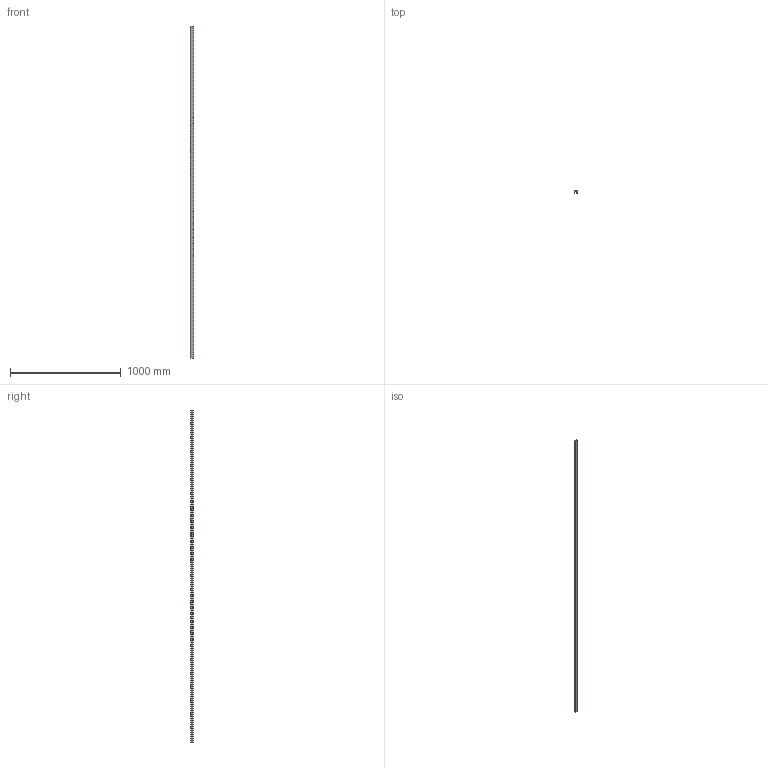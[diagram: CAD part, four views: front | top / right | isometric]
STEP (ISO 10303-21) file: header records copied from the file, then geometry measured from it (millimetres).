
FILE_DESCRIPTION (( 'STEP AP203' ), '1' );
FILE_NAME ('69902.step', '2022-06-23T11:39:57', ( '' ), ( '' ), 'SwSTEP 2.0', 'SolidWorks 2018', '' );
FILE_SCHEMA (( 'CONFIG_CONTROL_DESIGN' ));
Length unit declared in the file: millimetre
Products named in the file (1): 69902
Bounding box: 30 x 20 x 3000 mm (x, y, z)
Volume: 525291.7 mm3; surface area: 527535.8 mm2
Topology: 1 solids, 1 shells, 263 faces, 743 edges, 503 vertices
Faces by surface type: plane 122, bspline 110, cylinder 31
Full cylindrical faces by diameter (mm): 13 x23
Entity records: 13574 total; most frequent: CARTESIAN_POINT 7511, ORIENTED_EDGE 1394, DIRECTION 847, EDGE_CURVE 697, VERTEX_POINT 480, LINE 415, VECTOR 415, EDGE_LOOP 355
